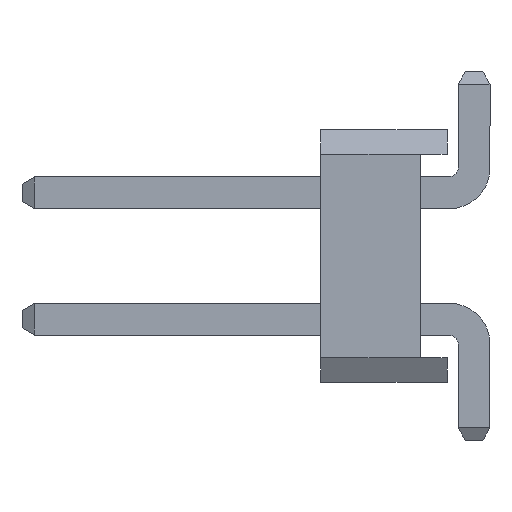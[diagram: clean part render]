
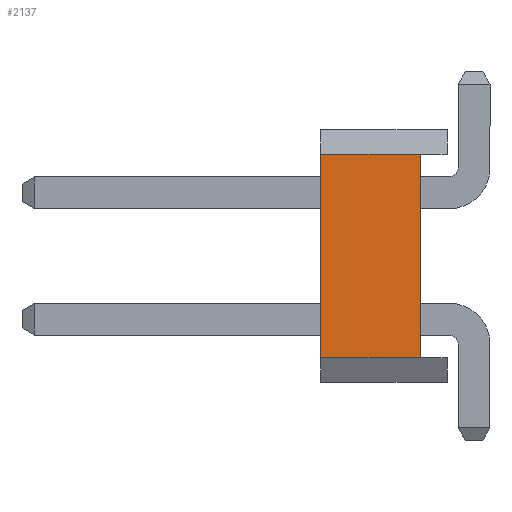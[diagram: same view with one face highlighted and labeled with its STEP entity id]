
A CAD part, left-side view. The second image highlights one B-rep face of the part: STEP entity #2137.
In plain terms, the highlighted planar face has unit normal (-1, 0, 0).
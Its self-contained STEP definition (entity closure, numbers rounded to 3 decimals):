
#53 = DIRECTION ( 'NONE',  ( 0., 1., 0. ) ) ;
#65 = VECTOR ( 'NONE', #2383, 1000. ) ;
#157 = CARTESIAN_POINT ( 'NONE',  ( -3.78, 2.54, -2.04 ) ) ;
#348 = DIRECTION ( 'NONE',  ( 0., 0., 1. ) ) ;
#446 = VECTOR ( 'NONE', #348, 1000. ) ;
#547 = CARTESIAN_POINT ( 'NONE',  ( -3.78, 0.54, 2.04 ) ) ;
#685 = DIRECTION ( 'NONE',  ( 0., 0., 1. ) ) ;
#875 = PLANE ( 'NONE',  #2423 ) ;
#887 = VERTEX_POINT ( 'NONE', #157 ) ;
#951 = VECTOR ( 'NONE', #2627, 1000. ) ;
#1005 = CARTESIAN_POINT ( 'NONE',  ( -3.78, 2.54, 2.54 ) ) ;
#1015 = CARTESIAN_POINT ( 'NONE',  ( -3.78, 2.54, -2.04 ) ) ;
#1151 = CARTESIAN_POINT ( 'NONE',  ( -3.78, 0.54, -2.04 ) ) ;
#1177 = CARTESIAN_POINT ( 'NONE',  ( -3.78, 2.54, 2.04 ) ) ;
#1281 = EDGE_CURVE ( 'NONE', #2234, #887, #1664, .T. ) ;
#1299 = CARTESIAN_POINT ( 'NONE',  ( -3.78, 0.54, 2.04 ) ) ;
#1349 = EDGE_CURVE ( 'NONE', #887, #2253, #2863, .T. ) ;
#1361 = FACE_OUTER_BOUND ( 'NONE', #2914, .T. ) ;
#1391 = ORIENTED_EDGE ( 'NONE', *, *, #1349, .F. ) ;
#1435 = CARTESIAN_POINT ( 'NONE',  ( -3.78, 2.54, 2.04 ) ) ;
#1438 = VECTOR ( 'NONE', #53, 1000. ) ;
#1664 = LINE ( 'NONE', #1015, #951 ) ;
#1868 = LINE ( 'NONE', #1435, #1438 ) ;
#2028 = VERTEX_POINT ( 'NONE', #1299 ) ;
#2094 = ORIENTED_EDGE ( 'NONE', *, *, #2713, .T. ) ;
#2137 = ADVANCED_FACE ( 'NONE', ( #1361 ), #875, .T. ) ;
#2234 = VERTEX_POINT ( 'NONE', #1151 ) ;
#2253 = VERTEX_POINT ( 'NONE', #1177 ) ;
#2383 = DIRECTION ( 'NONE',  ( 0., 0., 1. ) ) ;
#2423 = AXIS2_PLACEMENT_3D ( 'NONE', #2717, #2956, #685 ) ;
#2456 = EDGE_CURVE ( 'NONE', #2028, #2253, #1868, .T. ) ;
#2472 = ORIENTED_EDGE ( 'NONE', *, *, #1281, .F. ) ;
#2551 = ORIENTED_EDGE ( 'NONE', *, *, #2456, .T. ) ;
#2627 = DIRECTION ( 'NONE',  ( 0., 1., 0. ) ) ;
#2638 = LINE ( 'NONE', #547, #65 ) ;
#2713 = EDGE_CURVE ( 'NONE', #2234, #2028, #2638, .T. ) ;
#2717 = CARTESIAN_POINT ( 'NONE',  ( -3.78, 2.54, 2.54 ) ) ;
#2863 = LINE ( 'NONE', #1005, #446 ) ;
#2914 = EDGE_LOOP ( 'NONE', ( #2094, #2551, #1391, #2472 ) ) ;
#2956 = DIRECTION ( 'NONE',  ( -1., 0., 0. ) ) ;
